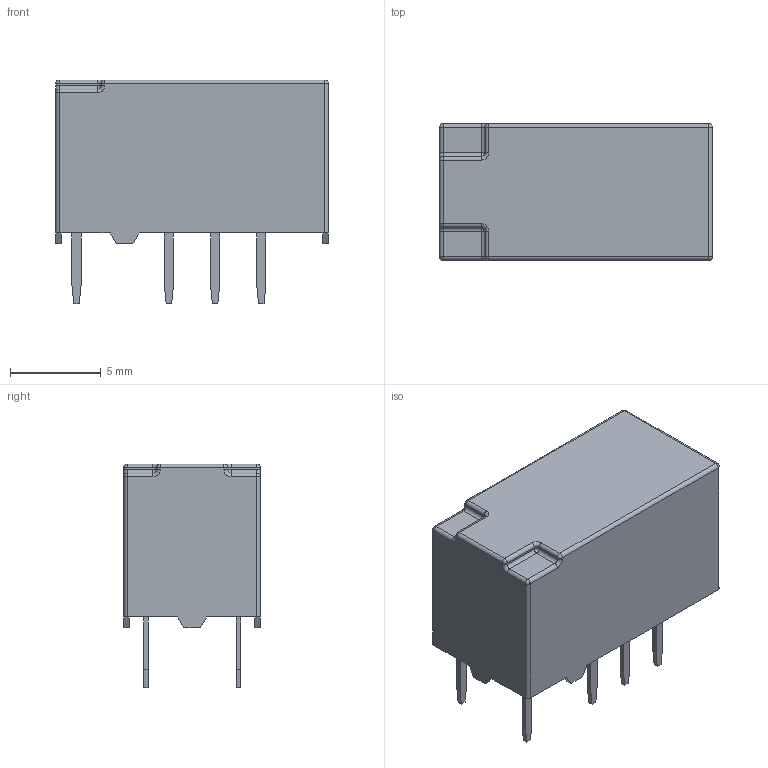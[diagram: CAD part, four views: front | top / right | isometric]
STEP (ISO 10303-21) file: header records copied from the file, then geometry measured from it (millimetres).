
FILE_DESCRIPTION (( 'STEP AP214' ), '1' );
FILE_NAME ('RELAY-TH_HFD3-5.step', '2022-07-09T13:29:35', ( '' ), ( '' ), 'SwSTEP 2.0', 'SolidWorks 2020', '' );
FILE_SCHEMA (( 'AUTOMOTIVE_DESIGN' ));
Length unit declared in the file: millimetre
Products named in the file (1): RELAY-TH_HFD3-5
Bounding box: 15 x 7.51 x 12.3 mm (x, y, z)
Volume: 944.5 mm3; surface area: 646.7 mm2
Topology: 1 solids, 1 shells, 409 faces, 1087 edges, 704 vertices
Faces by surface type: plane 255, bspline 112, cylinder 26, sphere 10, torus 6
Entity records: 17340 total; most frequent: CARTESIAN_POINT 4295, ORIENTED_EDGE 2154, DIRECTION 1503, EDGE_CURVE 1077, VECTOR 791, LINE 791, VERTEX_POINT 704, EDGE_LOOP 443
